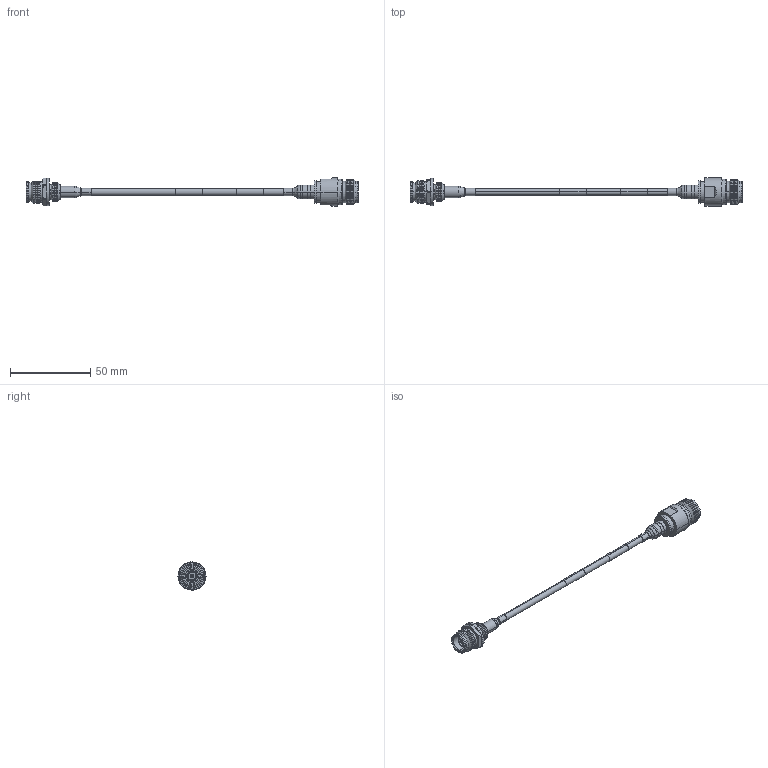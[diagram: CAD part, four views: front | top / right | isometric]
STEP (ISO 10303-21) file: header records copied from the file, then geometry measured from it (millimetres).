
FILE_DESCRIPTION (( 'STEP AP214' ), '1' );
FILE_NAME ('FMCA2524_3D.STEP', '2021-07-16T12:34:47', ( '' ), ( '' ), 'SwSTEP 2.0', 'SolidWorks 2020', '' );
FILE_SCHEMA (( 'AUTOMOTIVE_DESIGN' ));
Length unit declared in the file: inch
Products named in the file (6): TFT-402-MA1_1.5; TFT-402_LABEL+PE PIM; TFT-402-MA1; TC-402-225F-LP-PE; TC-402-NF-LP-PE; FMCA2524_3D
Assembly tree (5 placements, depth 2):
  FMCA2524_3D
    TFT-402_LABEL+PE PIM
    TFT-402-MA1_1.5
    TC-402-225F-LP-PE
    TFT-402-MA1
    TC-402-NF-LP-PE
Bounding box: 206.48 x 17.5 x 17.5 mm (x, y, z)
Volume: 9758 mm3; surface area: 9077.4 mm2
Topology: 7 solids, 7 shells, 370 faces, 846 edges, 514 vertices
Faces by surface type: cylinder 120, plane 108, cone 103, torus 39
Entity records: 11340 total; most frequent: CARTESIAN_POINT 2432, DIRECTION 1934, ORIENTED_EDGE 1688, EDGE_CURVE 844, AXIS2_PLACEMENT_3D 792, VERTEX_POINT 514, CIRCLE 414, EDGE_LOOP 402
